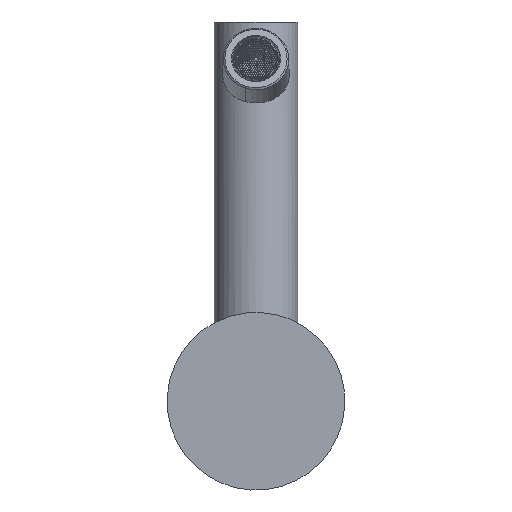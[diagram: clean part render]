
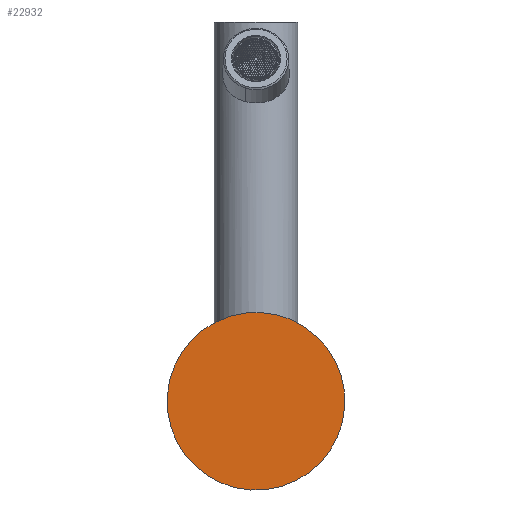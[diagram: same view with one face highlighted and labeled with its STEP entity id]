
A CAD part, front view. The second image highlights one B-rep face of the part: STEP entity #22932.
In plain terms, the highlighted planar face has unit normal (0, -1, 0).
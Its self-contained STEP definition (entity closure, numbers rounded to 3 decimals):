
#4697 = CARTESIAN_POINT ( 'NONE',  ( 0., -4., 0. ) ) ;
#4904 = FACE_OUTER_BOUND ( 'NONE', #28989, .T. ) ;
#7191 = DIRECTION ( 'NONE',  ( -0.449, 0., 0.894 ) ) ;
#8241 = DIRECTION ( 'NONE',  ( 0., 1., 0. ) ) ;
#10999 = CIRCLE ( 'NONE', #28021, 27. ) ;
#11787 = EDGE_CURVE ( 'NONE', #16303, #18803, #10999, .T. ) ;
#12928 = CARTESIAN_POINT ( 'NONE',  ( -12.121, -4., 24.127 ) ) ;
#13493 = DIRECTION ( 'NONE',  ( 0., 1., 0. ) ) ;
#13602 = AXIS2_PLACEMENT_3D ( 'NONE', #28088, #13493, #30605 ) ;
#15159 = EDGE_CURVE ( 'NONE', #18803, #16303, #22275, .T. ) ;
#15219 = ORIENTED_EDGE ( 'NONE', *, *, #11787, .F. ) ;
#16303 = VERTEX_POINT ( 'NONE', #27905 ) ;
#18803 = VERTEX_POINT ( 'NONE', #12928 ) ;
#21743 = DIRECTION ( 'NONE',  ( 0., 1., 0. ) ) ;
#22275 = CIRCLE ( 'NONE', #13602, 27. ) ;
#22830 = CARTESIAN_POINT ( 'NONE',  ( 0., -4., 0. ) ) ;
#22932 = ADVANCED_FACE ( 'NONE', ( #4904 ), #24102, .F. ) ;
#23443 = ORIENTED_EDGE ( 'NONE', *, *, #15159, .F. ) ;
#23996 = AXIS2_PLACEMENT_3D ( 'NONE', #4697, #21743, #7191 ) ;
#24102 = PLANE ( 'NONE',  #23996 ) ;
#25304 = DIRECTION ( 'NONE',  ( -0.449, 0., 0.894 ) ) ;
#27905 = CARTESIAN_POINT ( 'NONE',  ( 12.121, -4., -24.127 ) ) ;
#28021 = AXIS2_PLACEMENT_3D ( 'NONE', #22830, #8241, #25304 ) ;
#28088 = CARTESIAN_POINT ( 'NONE',  ( 0., -4., 0. ) ) ;
#28989 = EDGE_LOOP ( 'NONE', ( #15219, #23443 ) ) ;
#30605 = DIRECTION ( 'NONE',  ( -0.449, 0., 0.894 ) ) ;
